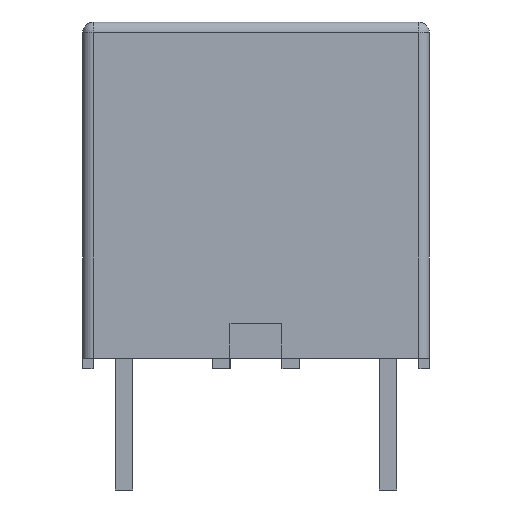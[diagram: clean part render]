
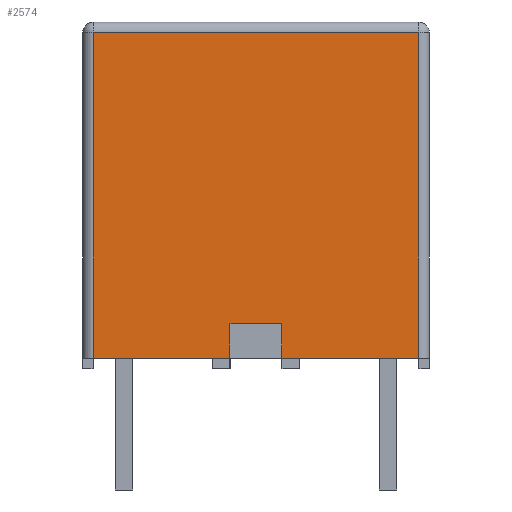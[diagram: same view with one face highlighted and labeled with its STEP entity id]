
A CAD part, left-side view. The second image highlights one B-rep face of the part: STEP entity #2574.
In plain terms, the highlighted planar face has unit normal (-1, 0, 0).
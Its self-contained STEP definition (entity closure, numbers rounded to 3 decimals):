
#2288=CARTESIAN_POINT('',(-10.0,-4.7,9.7));
#2289=VERTEX_POINT('',#2288);
#2323=CARTESIAN_POINT('',(-10.0,4.7,9.7));
#2324=VERTEX_POINT('',#2323);
#2349=CARTESIAN_POINT('',(-10.0,4.7,0.3));
#2350=VERTEX_POINT('',#2349);
#2358=CARTESIAN_POINT('',(-10.0,4.7,0.3));
#2359=DIRECTION('',(0.0,0.0,1.0));
#2360=VECTOR('',#2359,9.4);
#2361=LINE('',#2358,#2360);
#2362=EDGE_CURVE('',#2350,#2324,#2361,.T.);
#2380=CARTESIAN_POINT('',(-10.0,4.7,9.7));
#2381=DIRECTION('',(0.0,-1.0,0.0));
#2382=VECTOR('',#2381,9.4);
#2383=LINE('',#2380,#2382);
#2384=EDGE_CURVE('',#2324,#2289,#2383,.T.);
#2423=CARTESIAN_POINT('',(-10.0,-4.7,0.3));
#2424=VERTEX_POINT('',#2423);
#2441=CARTESIAN_POINT('',(-10.0,-4.7,9.7));
#2442=DIRECTION('',(0.0,0.0,-1.0));
#2443=VECTOR('',#2442,9.4);
#2444=LINE('',#2441,#2443);
#2445=EDGE_CURVE('',#2289,#2424,#2444,.T.);
#2558=CARTESIAN_POINT('',(-10.0,-5.0,0.3));
#2559=DIRECTION('',(-1.0,0.0,0.0));
#2560=DIRECTION('',(0.0,0.0,1.0));
#2561=AXIS2_PLACEMENT_3D('',#2558,#2559,#2560);
#2562=PLANE('',#2561);
#2563=ORIENTED_EDGE('',*,*,#2445,.F.);
#2564=ORIENTED_EDGE('',*,*,#2384,.F.);
#2565=ORIENTED_EDGE('',*,*,#2362,.F.);
#2566=CARTESIAN_POINT('',(-10.0,-4.7,0.3));
#2567=DIRECTION('',(0.0,1.0,0.0));
#2568=VECTOR('',#2567,9.4);
#2569=LINE('',#2566,#2568);
#2570=EDGE_CURVE('',#2424,#2350,#2569,.T.);
#2571=ORIENTED_EDGE('',*,*,#2570,.F.);
#2572=EDGE_LOOP('',(#2563,#2564,#2565,#2571));
#2573=FACE_OUTER_BOUND('',#2572,.T.);
#2574=ADVANCED_FACE('',(#2573),#2562,.T.);
